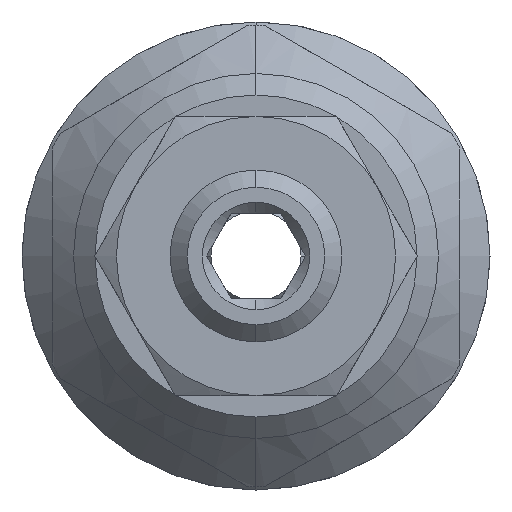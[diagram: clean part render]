
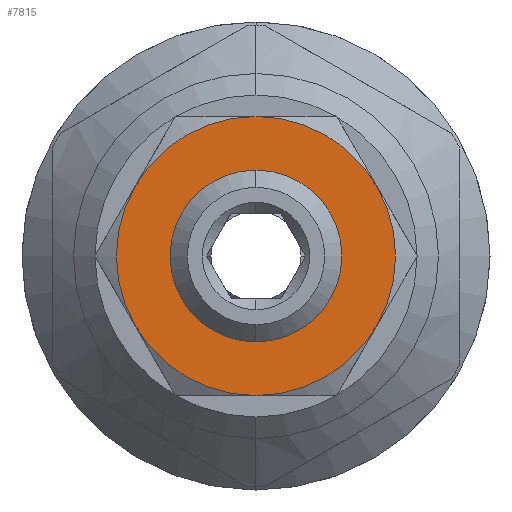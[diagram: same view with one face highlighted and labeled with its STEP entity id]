
A CAD part, left-side view. The second image highlights one B-rep face of the part: STEP entity #7815.
In plain terms, the highlighted planar face has unit normal (-1, 0, 0).
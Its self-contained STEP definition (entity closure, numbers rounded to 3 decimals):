
#43 = EDGE_LOOP ( 'NONE', ( #917, #9551 ) ) ;
#253 = CARTESIAN_POINT ( 'NONE',  ( -8.5, 0., 0. ) ) ;
#295 = AXIS2_PLACEMENT_3D ( 'NONE', #253, #5476, #1012 ) ;
#526 = AXIS2_PLACEMENT_3D ( 'NONE', #8609, #4164, #9353 ) ;
#588 = DIRECTION ( 'NONE',  ( 0., 0., 1. ) ) ;
#634 = CARTESIAN_POINT ( 'NONE',  ( -8.5, 0., 0. ) ) ;
#717 = CIRCLE ( 'NONE', #8737, 6.5 ) ;
#917 = ORIENTED_EDGE ( 'NONE', *, *, #7110, .F. ) ;
#1012 = DIRECTION ( 'NONE',  ( 0., 0., 1. ) ) ;
#1015 = ORIENTED_EDGE ( 'NONE', *, *, #1341, .T. ) ;
#1307 = CARTESIAN_POINT ( 'NONE',  ( -8.5, 0., 0. ) ) ;
#1341 = EDGE_CURVE ( 'NONE', #2201, #6058, #3967, .T. ) ;
#1377 = DIRECTION ( 'NONE',  ( 0., 0., 1. ) ) ;
#1387 = ORIENTED_EDGE ( 'NONE', *, *, #3769, .T. ) ;
#1811 = CARTESIAN_POINT ( 'NONE',  ( -8.5, 0., -4. ) ) ;
#2000 = AXIS2_PLACEMENT_3D ( 'NONE', #634, #5856, #1377 ) ;
#2059 = DIRECTION ( 'NONE',  ( 0., 0., 1. ) ) ;
#2186 = FACE_OUTER_BOUND ( 'NONE', #8344, .T. ) ;
#2201 = VERTEX_POINT ( 'NONE', #6583 ) ;
#2296 = CARTESIAN_POINT ( 'NONE',  ( -8.5, -5.629, 3.25 ) ) ;
#2489 = AXIS2_PLACEMENT_3D ( 'NONE', #7343, #2892, #8084 ) ;
#2512 = AXIS2_PLACEMENT_3D ( 'NONE', #9491, #5061, #588 ) ;
#2522 = CIRCLE ( 'NONE', #295, 4. ) ;
#2588 = DIRECTION ( 'NONE',  ( -1., 0., 0. ) ) ;
#2892 = DIRECTION ( 'NONE',  ( -1., 0., 0. ) ) ;
#3672 = DIRECTION ( 'NONE',  ( -1., 0., 0. ) ) ;
#3744 = EDGE_CURVE ( 'NONE', #6058, #3946, #6041, .T. ) ;
#3769 = EDGE_CURVE ( 'NONE', #3946, #5297, #4044, .T. ) ;
#3815 = ORIENTED_EDGE ( 'NONE', *, *, #4315, .T. ) ;
#3833 = CARTESIAN_POINT ( 'NONE',  ( -8.5, 0., 0. ) ) ;
#3895 = ORIENTED_EDGE ( 'NONE', *, *, #9128, .T. ) ;
#3946 = VERTEX_POINT ( 'NONE', #2296 ) ;
#3967 = CIRCLE ( 'NONE', #6051, 6.5 ) ;
#4044 = CIRCLE ( 'NONE', #2489, 6.5 ) ;
#4063 = VERTEX_POINT ( 'NONE', #5433 ) ;
#4164 = DIRECTION ( 'NONE',  ( 1., 0., 0. ) ) ;
#4315 = EDGE_CURVE ( 'NONE', #5297, #8198, #6063, .T. ) ;
#4589 = DIRECTION ( 'NONE',  ( 0., 0., 1. ) ) ;
#4745 = VERTEX_POINT ( 'NONE', #1811 ) ;
#4881 = AXIS2_PLACEMENT_3D ( 'NONE', #7048, #2588, #7774 ) ;
#5046 = CARTESIAN_POINT ( 'NONE',  ( -8.5, 5.629, -3.25 ) ) ;
#5061 = DIRECTION ( 'NONE',  ( -1., 0., 0. ) ) ;
#5297 = VERTEX_POINT ( 'NONE', #5710 ) ;
#5433 = CARTESIAN_POINT ( 'NONE',  ( -8.5, 0., 4. ) ) ;
#5476 = DIRECTION ( 'NONE',  ( -1., 0., 0. ) ) ;
#5624 = CARTESIAN_POINT ( 'NONE',  ( -8.5, 5.629, 3.25 ) ) ;
#5710 = CARTESIAN_POINT ( 'NONE',  ( -8.5, 0., 6.5 ) ) ;
#5856 = DIRECTION ( 'NONE',  ( -1., 0., 0. ) ) ;
#5857 = AXIS2_PLACEMENT_3D ( 'NONE', #1307, #6527, #2059 ) ;
#5907 = FACE_BOUND ( 'NONE', #43, .T. ) ;
#6041 = CIRCLE ( 'NONE', #2000, 6.5 ) ;
#6051 = AXIS2_PLACEMENT_3D ( 'NONE', #8115, #3672, #8872 ) ;
#6058 = VERTEX_POINT ( 'NONE', #8896 ) ;
#6063 = CIRCLE ( 'NONE', #2512, 6.5 ) ;
#6332 = EDGE_CURVE ( 'NONE', #4745, #4063, #7787, .T. ) ;
#6527 = DIRECTION ( 'NONE',  ( -1., 0., 0. ) ) ;
#6575 = VERTEX_POINT ( 'NONE', #5046 ) ;
#6583 = CARTESIAN_POINT ( 'NONE',  ( -8.5, 0., -6.5 ) ) ;
#6624 = ORIENTED_EDGE ( 'NONE', *, *, #3744, .T. ) ;
#7048 = CARTESIAN_POINT ( 'NONE',  ( -8.5, 0., 0. ) ) ;
#7110 = EDGE_CURVE ( 'NONE', #4063, #4745, #2522, .T. ) ;
#7145 = CIRCLE ( 'NONE', #4881, 6.5 ) ;
#7343 = CARTESIAN_POINT ( 'NONE',  ( -8.5, 0., 0. ) ) ;
#7774 = DIRECTION ( 'NONE',  ( 0., 0., 1. ) ) ;
#7787 = CIRCLE ( 'NONE', #5857, 4. ) ;
#7792 = ORIENTED_EDGE ( 'NONE', *, *, #9293, .T. ) ;
#7815 = ADVANCED_FACE ( 'NONE', ( #5907, #2186 ), #8513, .F. ) ;
#8084 = DIRECTION ( 'NONE',  ( 0., 0., 1. ) ) ;
#8115 = CARTESIAN_POINT ( 'NONE',  ( -8.5, 0., 0. ) ) ;
#8198 = VERTEX_POINT ( 'NONE', #5624 ) ;
#8344 = EDGE_LOOP ( 'NONE', ( #3815, #7792, #3895, #1015, #6624, #1387 ) ) ;
#8513 = PLANE ( 'NONE',  #526 ) ;
#8609 = CARTESIAN_POINT ( 'NONE',  ( -8.5, 4., 0. ) ) ;
#8737 = AXIS2_PLACEMENT_3D ( 'NONE', #3833, #9030, #4589 ) ;
#8872 = DIRECTION ( 'NONE',  ( 0., 0., 1. ) ) ;
#8896 = CARTESIAN_POINT ( 'NONE',  ( -8.5, -5.629, -3.25 ) ) ;
#9030 = DIRECTION ( 'NONE',  ( -1., 0., 0. ) ) ;
#9128 = EDGE_CURVE ( 'NONE', #6575, #2201, #717, .T. ) ;
#9293 = EDGE_CURVE ( 'NONE', #8198, #6575, #7145, .T. ) ;
#9353 = DIRECTION ( 'NONE',  ( 0., 0., -1. ) ) ;
#9491 = CARTESIAN_POINT ( 'NONE',  ( -8.5, 0., 0. ) ) ;
#9551 = ORIENTED_EDGE ( 'NONE', *, *, #6332, .F. ) ;
